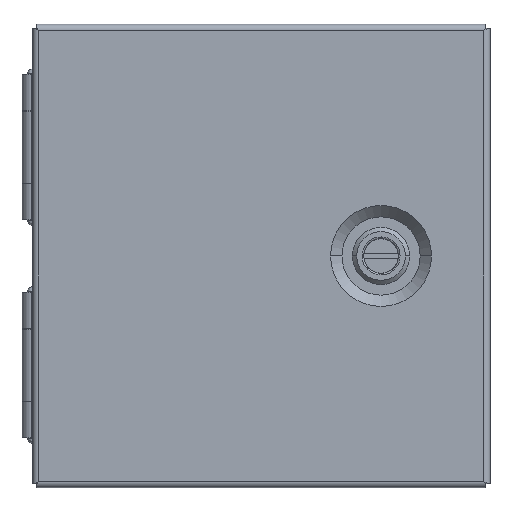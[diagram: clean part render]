
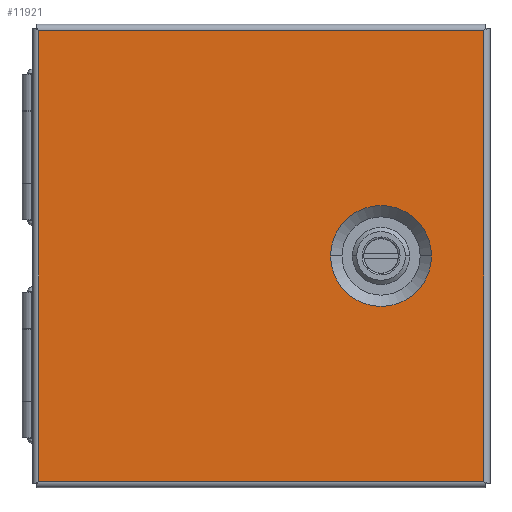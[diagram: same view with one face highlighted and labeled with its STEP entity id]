
A CAD part, top view. The second image highlights one B-rep face of the part: STEP entity #11921.
In plain terms, the highlighted planar face has unit normal (0, 0, 1).
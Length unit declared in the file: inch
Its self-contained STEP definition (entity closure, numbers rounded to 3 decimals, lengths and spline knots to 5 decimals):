
#32 = LINE ( 'NONE', #16831, #10102 ) ;
#480 = FACE_OUTER_BOUND ( 'NONE', #14743, .T. ) ;
#633 = VERTEX_POINT ( 'NONE', #14142 ) ;
#1004 = DIRECTION ( 'NONE',  ( 0., 0., -1. ) ) ;
#1693 = ORIENTED_EDGE ( 'NONE', *, *, #19444, .T. ) ;
#2147 = ORIENTED_EDGE ( 'NONE', *, *, #20375, .T. ) ;
#2435 = VERTEX_POINT ( 'NONE', #9266 ) ;
#2452 = EDGE_CURVE ( 'NONE', #23852, #15418, #32, .T. ) ;
#3919 = EDGE_CURVE ( 'NONE', #633, #2435, #6560, .T. ) ;
#4399 = CARTESIAN_POINT ( 'NONE',  ( 0.93361, 0.0005, 4.118 ) ) ;
#4402 = DIRECTION ( 'NONE',  ( 1., 0., 0. ) ) ;
#5368 = DIRECTION ( 'NONE',  ( 1., 0., 0. ) ) ;
#5585 = ORIENTED_EDGE ( 'NONE', *, *, #10181, .T. ) ;
#6560 = LINE ( 'NONE', #18381, #22118 ) ;
#6996 = VECTOR ( 'NONE', #15578, 39.37008 ) ;
#8495 = AXIS2_PLACEMENT_3D ( 'NONE', #21422, #21516, #10419 ) ;
#8663 = DIRECTION ( 'NONE',  ( 0., 0., -1. ) ) ;
#9266 = CARTESIAN_POINT ( 'NONE',  ( 3.0425, 3.1045, 4.118 ) ) ;
#10041 = CARTESIAN_POINT ( 'NONE',  ( 2.32339, 0.0005, 4.118 ) ) ;
#10102 = VECTOR ( 'NONE', #20562, 39.37008 ) ;
#10181 = EDGE_CURVE ( 'NONE', #2435, #23852, #11836, .T. ) ;
#10397 = CARTESIAN_POINT ( 'NONE',  ( -3.0855, 3.1045, 4.118 ) ) ;
#10419 = DIRECTION ( 'NONE',  ( 1., 0., 0. ) ) ;
#11509 = CARTESIAN_POINT ( 'NONE',  ( 3.0425, -3.1035, 4.118 ) ) ;
#11628 = PLANE ( 'NONE',  #8495 ) ;
#11836 = LINE ( 'NONE', #19302, #6996 ) ;
#11921 = ADVANCED_FACE ( 'NONE', ( #22103, #480 ), #11628, .T. ) ;
#12237 = CIRCLE ( 'NONE', #20729, 0.69489 ) ;
#12421 = CIRCLE ( 'NONE', #14844, 0.69489 ) ;
#13237 = EDGE_CURVE ( 'NONE', #17283, #15070, #12421, .T. ) ;
#14125 = CARTESIAN_POINT ( 'NONE',  ( 1.6285, 0.0005, 4.118 ) ) ;
#14142 = CARTESIAN_POINT ( 'NONE',  ( 3.0425, -3.1035, 4.118 ) ) ;
#14480 = CARTESIAN_POINT ( 'NONE',  ( -3.0855, -3.1035, 4.118 ) ) ;
#14555 = LINE ( 'NONE', #11509, #15140 ) ;
#14743 = EDGE_LOOP ( 'NONE', ( #5585, #16156, #2147, #16912 ) ) ;
#14844 = AXIS2_PLACEMENT_3D ( 'NONE', #14125, #1004, #5368 ) ;
#15070 = VERTEX_POINT ( 'NONE', #4399 ) ;
#15140 = VECTOR ( 'NONE', #4402, 39.37008 ) ;
#15418 = VERTEX_POINT ( 'NONE', #14480 ) ;
#15578 = DIRECTION ( 'NONE',  ( -1., 0., 0. ) ) ;
#16156 = ORIENTED_EDGE ( 'NONE', *, *, #2452, .T. ) ;
#16831 = CARTESIAN_POINT ( 'NONE',  ( -3.0855, -3.1035, 4.118 ) ) ;
#16912 = ORIENTED_EDGE ( 'NONE', *, *, #3919, .T. ) ;
#17283 = VERTEX_POINT ( 'NONE', #10041 ) ;
#18199 = CARTESIAN_POINT ( 'NONE',  ( 1.6285, 0.0005, 4.118 ) ) ;
#18381 = CARTESIAN_POINT ( 'NONE',  ( 3.0425, -3.1035, 4.118 ) ) ;
#19302 = CARTESIAN_POINT ( 'NONE',  ( 3.0425, 3.1045, 4.118 ) ) ;
#19444 = EDGE_CURVE ( 'NONE', #15070, #17283, #12237, .T. ) ;
#19957 = DIRECTION ( 'NONE',  ( 1., 0., 0. ) ) ;
#20375 = EDGE_CURVE ( 'NONE', #15418, #633, #14555, .T. ) ;
#20562 = DIRECTION ( 'NONE',  ( 0., -1., 0. ) ) ;
#20729 = AXIS2_PLACEMENT_3D ( 'NONE', #18199, #8663, #19957 ) ;
#20737 = ORIENTED_EDGE ( 'NONE', *, *, #13237, .T. ) ;
#21422 = CARTESIAN_POINT ( 'NONE',  ( 3.0425, -3.1035, 4.118 ) ) ;
#21516 = DIRECTION ( 'NONE',  ( 0., 0., 1. ) ) ;
#21804 = EDGE_LOOP ( 'NONE', ( #20737, #1693 ) ) ;
#21858 = DIRECTION ( 'NONE',  ( 0., 1., 0. ) ) ;
#22103 = FACE_BOUND ( 'NONE', #21804, .T. ) ;
#22118 = VECTOR ( 'NONE', #21858, 39.37008 ) ;
#23852 = VERTEX_POINT ( 'NONE', #10397 ) ;
